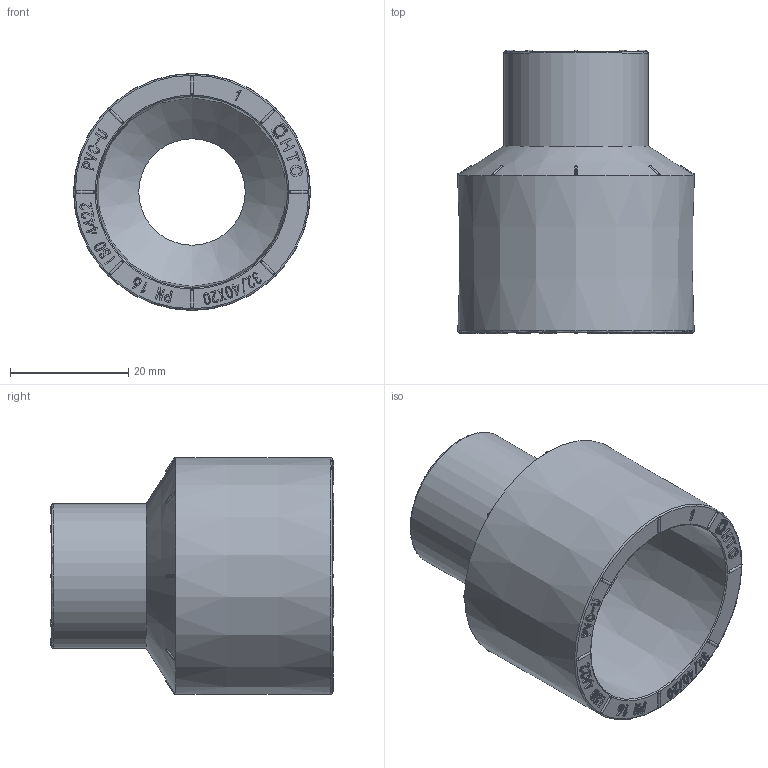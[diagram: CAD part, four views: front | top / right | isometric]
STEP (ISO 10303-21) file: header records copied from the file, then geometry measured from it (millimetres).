
FILE_DESCRIPTION(/* description */ (''),/* implementation_level */ '2;1');
FILE_NAME(/* name */ 'Z1Q032020.stp',/* time_stamp */ '2025-02-22T16:59:30+08:00',/* author */ (''),/* organization */ (''),/* preprocessor_version */ 'ST-DEVELOPER v16',/* originating_system */ 'SIEMENS PLM Software NX 10.0',/* authorisation */ '');
FILE_SCHEMA (('AUTOMOTIVE_DESIGN { 1 0 10303 214 3 1 1 1 }'));
Length unit declared in the file: millimetre
Products named in the file (1): gelv0DECAE9525wc
Bounding box: 40.13 x 48 x 40.13 mm (x, y, z)
Volume: 17994.1 mm3; surface area: 10354.3 mm2
Topology: 1 solids, 1 shells, 1325 faces, 3785 edges, 2477 vertices
Faces by surface type: plane 1189, sphere 64, cylinder 40, bspline 16, extrusion 7, cone 5, torus 4
Full cylindrical faces by diameter (mm): 1.5 x1, 1.9 x1, 18 x1, 24.5 x1
Entity records: 48027 total; most frequent: CARTESIAN_POINT 18211, ORIENTED_EDGE 7472, DIRECTION 4231, EDGE_CURVE 3736, VERTEX_POINT 2474, B_SPLINE_CURVE_WITH_KNOTS 2339, AXIS2_PLACEMENT_3D 1517, EDGE_LOOP 1388
